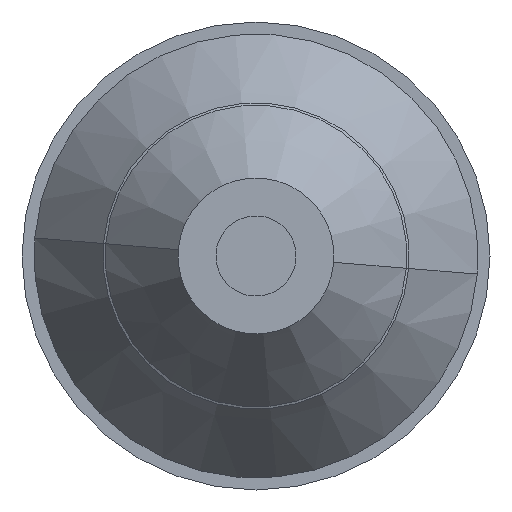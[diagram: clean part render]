
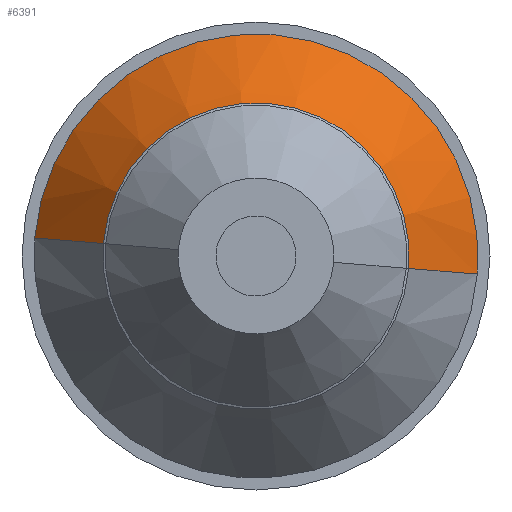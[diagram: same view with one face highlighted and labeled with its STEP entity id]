
A CAD part, front view. The second image highlights one B-rep face of the part: STEP entity #6391.
In plain terms, the highlighted conical face has half-angle 35.52 degrees and reference radius 165.978 mm.
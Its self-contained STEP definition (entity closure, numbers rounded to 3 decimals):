
#202 = LINE ( 'NONE', #3370, #13948 ) ;
#317 = VERTEX_POINT ( 'NONE', #5093 ) ;
#799 = CIRCLE ( 'NONE', #11623, 165.978 ) ;
#1736 = VECTOR ( 'NONE', #9181, 1000. ) ;
#2194 = ORIENTED_EDGE ( 'NONE', *, *, #7777, .F. ) ;
#2528 = AXIS2_PLACEMENT_3D ( 'NONE', #16711, #8690, #12676 ) ;
#2981 = CIRCLE ( 'NONE', #12640, 37. ) ;
#3021 = ORIENTED_EDGE ( 'NONE', *, *, #3473, .T. ) ;
#3118 = DIRECTION ( 'NONE',  ( 0., 1., 0. ) ) ;
#3370 = CARTESIAN_POINT ( 'NONE',  ( -165.978, 220.19, 0. ) ) ;
#3473 = EDGE_CURVE ( 'NONE', #12351, #9377, #2981, .T. ) ;
#4954 = CARTESIAN_POINT ( 'NONE',  ( 0., 39.5, 0. ) ) ;
#5093 = CARTESIAN_POINT ( 'NONE',  ( 165.978, 220.19, 0. ) ) ;
#5545 = ORIENTED_EDGE ( 'NONE', *, *, #13056, .T. ) ;
#6102 = CARTESIAN_POINT ( 'NONE',  ( 37., 39.5, 0. ) ) ;
#6288 = DIRECTION ( 'NONE',  ( -1., 0., 0. ) ) ;
#6336 = CARTESIAN_POINT ( 'NONE',  ( -165.978, 220.19, 0. ) ) ;
#6391 = ADVANCED_FACE ( 'NONE', ( #7870 ), #17282, .T. ) ;
#7777 = EDGE_CURVE ( 'NONE', #12351, #9496, #202, .T. ) ;
#7870 = FACE_OUTER_BOUND ( 'NONE', #11164, .T. ) ;
#8690 = DIRECTION ( 'NONE',  ( 0., 1., 0. ) ) ;
#9181 = DIRECTION ( 'NONE',  ( 0.581, 0.814, 0. ) ) ;
#9377 = VERTEX_POINT ( 'NONE', #6102 ) ;
#9496 = VERTEX_POINT ( 'NONE', #6336 ) ;
#11102 = CARTESIAN_POINT ( 'NONE',  ( 0., 220.19, 0. ) ) ;
#11164 = EDGE_LOOP ( 'NONE', ( #3021, #5545, #16481, #2194 ) ) ;
#11347 = DIRECTION ( 'NONE',  ( -0.581, 0.814, 0. ) ) ;
#11623 = AXIS2_PLACEMENT_3D ( 'NONE', #11102, #3118, #12449 ) ;
#11658 = CARTESIAN_POINT ( 'NONE',  ( -37., 39.5, 0. ) ) ;
#12351 = VERTEX_POINT ( 'NONE', #11658 ) ;
#12449 = DIRECTION ( 'NONE',  ( -1., 0., 0. ) ) ;
#12640 = AXIS2_PLACEMENT_3D ( 'NONE', #4954, #14315, #6288 ) ;
#12676 = DIRECTION ( 'NONE',  ( -1., 0., 0. ) ) ;
#13056 = EDGE_CURVE ( 'NONE', #9377, #317, #15936, .T. ) ;
#13948 = VECTOR ( 'NONE', #11347, 1000. ) ;
#14315 = DIRECTION ( 'NONE',  ( 0., 1., 0. ) ) ;
#15850 = CARTESIAN_POINT ( 'NONE',  ( 165.978, 220.19, 0. ) ) ;
#15936 = LINE ( 'NONE', #15850, #1736 ) ;
#16481 = ORIENTED_EDGE ( 'NONE', *, *, #17215, .F. ) ;
#16711 = CARTESIAN_POINT ( 'NONE',  ( 0., 220.19, 0. ) ) ;
#17215 = EDGE_CURVE ( 'NONE', #9496, #317, #799, .T. ) ;
#17282 = CONICAL_SURFACE ( 'NONE', #2528, 165.978, 0.62 ) ;
